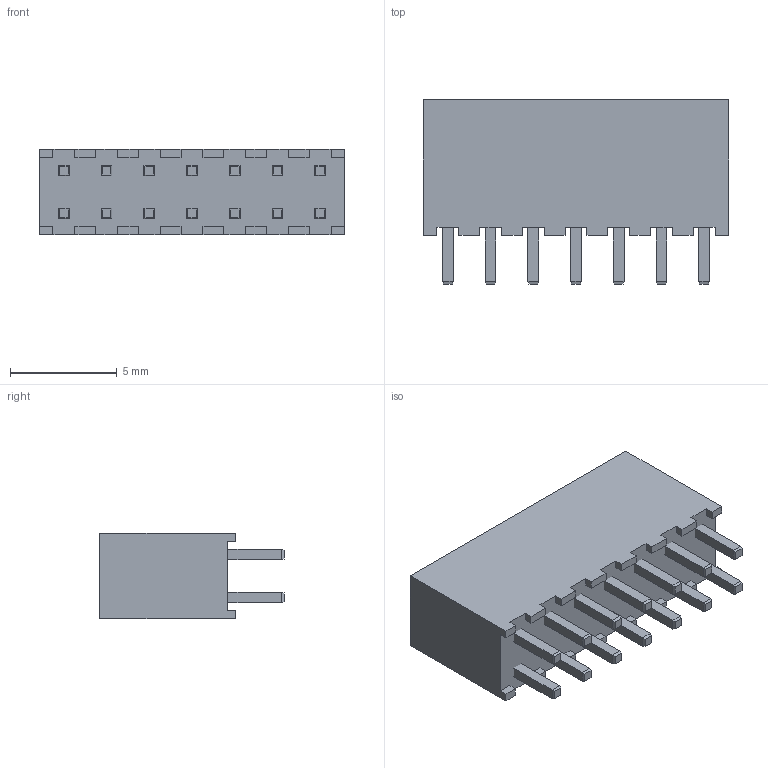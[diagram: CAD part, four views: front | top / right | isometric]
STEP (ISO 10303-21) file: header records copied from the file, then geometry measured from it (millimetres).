
FILE_DESCRIPTION( ( 'STEP AP203' ), '1' );
FILE_NAME( 'SQT-107-01-F-D.stp', '2022-03-10T00:18:05', ( 'License CC BY-ND 4.0' ), ( 'CADENAS' ), ' ', 'PARTsolutions', ' ' );
FILE_SCHEMA( ( 'CONFIG_CONTROL_DESIGN' ) );
Length unit declared in the file: inch
Products named in the file (3): SQT-107-01-F-D; _S1SQT-107-01-F-D; _P1SQT-107-01-F-D
Assembly tree (2 placements, depth 2):
  SQT-107-01-F-D
    _S1SQT-107-01-F-D
    _P1SQT-107-01-F-D
Bounding box: 14.3 x 8.64 x 4 mm (x, y, z)
Volume: 347.4 mm3; surface area: 780.3 mm2
Topology: 2 solids, 2 shells, 422 faces, 1072 edges, 696 vertices
Faces by surface type: plane 408, cylinder 14
Entity records: 12504 total; most frequent: CARTESIAN_POINT 2193, ORIENTED_EDGE 2144, DIRECTION 1950, EDGE_CURVE 1072, LINE 1044, VECTOR 1044, VERTEX_POINT 696, EDGE_LOOP 464
